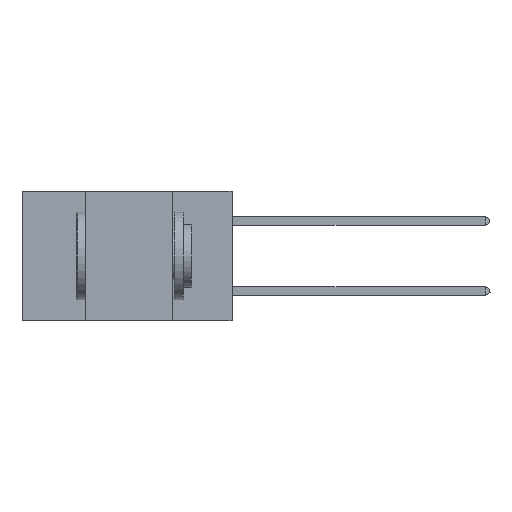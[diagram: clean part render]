
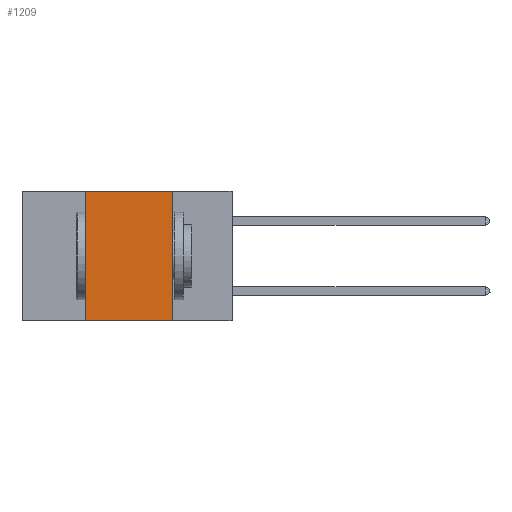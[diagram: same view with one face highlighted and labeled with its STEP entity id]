
A CAD part, left-side view. The second image highlights one B-rep face of the part: STEP entity #1209.
In plain terms, the highlighted planar face has unit normal (-1, 0, 0).
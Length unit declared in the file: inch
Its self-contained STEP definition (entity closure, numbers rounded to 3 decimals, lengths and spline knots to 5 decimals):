
#249 = DIRECTION ( 'NONE',  ( 0., -1., 0. ) ) ;
#467 = VECTOR ( 'NONE', #249, 39.37008 ) ;
#765 = VECTOR ( 'NONE', #8373, 39.37008 ) ;
#875 = DIRECTION ( 'NONE',  ( 0., 0., 1. ) ) ;
#1209 = ADVANCED_FACE ( 'NONE', ( #6385 ), #1225, .F. ) ;
#1225 = PLANE ( 'NONE',  #1625 ) ;
#1625 = AXIS2_PLACEMENT_3D ( 'NONE', #3581, #2226, #10547 ) ;
#2226 = DIRECTION ( 'NONE',  ( 1., 0., 0. ) ) ;
#2679 = CARTESIAN_POINT ( 'NONE',  ( 0., 0.42, -0.37 ) ) ;
#3581 = CARTESIAN_POINT ( 'NONE',  ( 0., 0.6, 0. ) ) ;
#3705 = EDGE_CURVE ( 'NONE', #9068, #9617, #5040, .T. ) ;
#3879 = VERTEX_POINT ( 'NONE', #7301 ) ;
#4307 = CARTESIAN_POINT ( 'NONE',  ( 0., 0.6, -0.37 ) ) ;
#4377 = ORIENTED_EDGE ( 'NONE', *, *, #7262, .F. ) ;
#5040 = LINE ( 'NONE', #8545, #7369 ) ;
#5567 = VERTEX_POINT ( 'NONE', #2679 ) ;
#5949 = CARTESIAN_POINT ( 'NONE',  ( 0., 0.17, 0. ) ) ;
#6188 = DIRECTION ( 'NONE',  ( 0., -1., 0. ) ) ;
#6385 = FACE_OUTER_BOUND ( 'NONE', #9390, .T. ) ;
#7262 = EDGE_CURVE ( 'NONE', #5567, #9068, #7808, .T. ) ;
#7301 = CARTESIAN_POINT ( 'NONE',  ( 0., 0.17, -0.37 ) ) ;
#7369 = VECTOR ( 'NONE', #6188, 39.37008 ) ;
#7530 = LINE ( 'NONE', #10723, #765 ) ;
#7808 = LINE ( 'NONE', #10018, #10446 ) ;
#8095 = EDGE_CURVE ( 'NONE', #9617, #3879, #7530, .T. ) ;
#8373 = DIRECTION ( 'NONE',  ( 0., 0., -1. ) ) ;
#8545 = CARTESIAN_POINT ( 'NONE',  ( 0., 0.6, 0. ) ) ;
#8754 = ORIENTED_EDGE ( 'NONE', *, *, #3705, .F. ) ;
#9068 = VERTEX_POINT ( 'NONE', #10201 ) ;
#9083 = EDGE_CURVE ( 'NONE', #5567, #3879, #9095, .T. ) ;
#9095 = LINE ( 'NONE', #4307, #467 ) ;
#9179 = ORIENTED_EDGE ( 'NONE', *, *, #9083, .T. ) ;
#9390 = EDGE_LOOP ( 'NONE', ( #10407, #8754, #4377, #9179 ) ) ;
#9617 = VERTEX_POINT ( 'NONE', #5949 ) ;
#10018 = CARTESIAN_POINT ( 'NONE',  ( 0., 0.42, 0. ) ) ;
#10201 = CARTESIAN_POINT ( 'NONE',  ( 0., 0.42, 0. ) ) ;
#10407 = ORIENTED_EDGE ( 'NONE', *, *, #8095, .F. ) ;
#10446 = VECTOR ( 'NONE', #875, 39.37008 ) ;
#10547 = DIRECTION ( 'NONE',  ( 0., 0., -1. ) ) ;
#10723 = CARTESIAN_POINT ( 'NONE',  ( 0., 0.17, 0. ) ) ;
